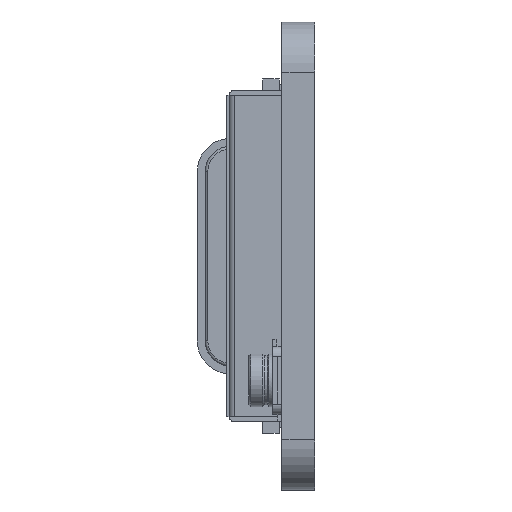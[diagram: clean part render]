
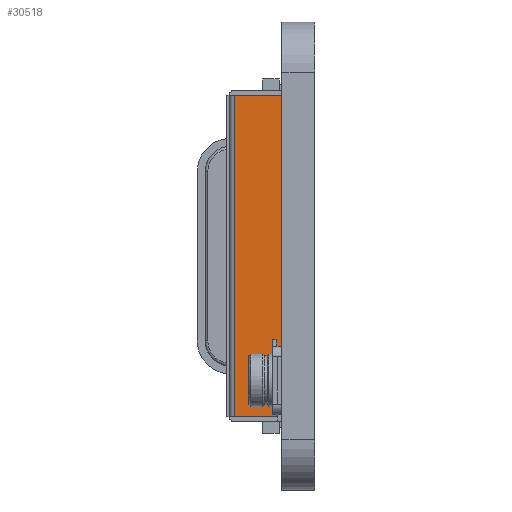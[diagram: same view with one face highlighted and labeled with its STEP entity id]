
A CAD part, left-side view. The second image highlights one B-rep face of the part: STEP entity #30518.
In plain terms, the highlighted planar face has unit normal (-1, 0, 0).
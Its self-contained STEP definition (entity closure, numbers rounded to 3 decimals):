
#2430=FACE_OUTER_BOUND('',#4104,.T.);
#4104=EDGE_LOOP('',(#21684,#21685,#21686,#21687));
#6262=LINE('',#43493,#9652);
#6264=LINE('',#43498,#9654);
#6265=LINE('',#43499,#9655);
#6266=LINE('',#43500,#9656);
#9652=VECTOR('',#36106,10.);
#9654=VECTOR('',#36110,10.);
#9655=VECTOR('',#36111,10.);
#9656=VECTOR('',#36112,10.);
#12904=VERTEX_POINT('',#43490);
#12905=VERTEX_POINT('',#43492);
#12906=VERTEX_POINT('',#43496);
#12907=VERTEX_POINT('',#43497);
#16216=EDGE_CURVE('',#12904,#12905,#6262,.T.);
#16218=EDGE_CURVE('',#12906,#12907,#6264,.T.);
#16219=EDGE_CURVE('',#12906,#12905,#6265,.F.);
#16220=EDGE_CURVE('',#12904,#12907,#6266,.F.);
#21684=ORIENTED_EDGE('',*,*,#16218,.F.);
#21685=ORIENTED_EDGE('',*,*,#16219,.T.);
#21686=ORIENTED_EDGE('',*,*,#16216,.F.);
#21687=ORIENTED_EDGE('',*,*,#16220,.T.);
#28984=PLANE('',#32795);
#30518=ADVANCED_FACE('',(#2430),#28984,.T.);
#32795=AXIS2_PLACEMENT_3D('',#43495,#36108,#36109);
#36106=DIRECTION('',(0.,0.,-1.));
#36108=DIRECTION('center_axis',(-1.,0.,0.));
#36109=DIRECTION('ref_axis',(0.,0.,1.));
#36110=DIRECTION('',(0.,0.,1.));
#36111=DIRECTION('',(0.,1.,0.));
#36112=DIRECTION('',(0.,-1.,0.));
#43490=CARTESIAN_POINT('',(-5.028,1.,-0.011));
#43492=CARTESIAN_POINT('',(-5.028,1.,-12.211));
#43493=CARTESIAN_POINT('',(-5.028,1.,-9.223));
#43495=CARTESIAN_POINT('Origin',(-5.028,1.,-12.334));
#43496=CARTESIAN_POINT('',(-5.028,2.8,-12.211));
#43497=CARTESIAN_POINT('',(-5.028,2.8,-0.011));
#43498=CARTESIAN_POINT('',(-5.028,2.8,-9.223));
#43499=CARTESIAN_POINT('',(-5.028,1.,-12.211));
#43500=CARTESIAN_POINT('',(-5.028,1.,-0.011));
